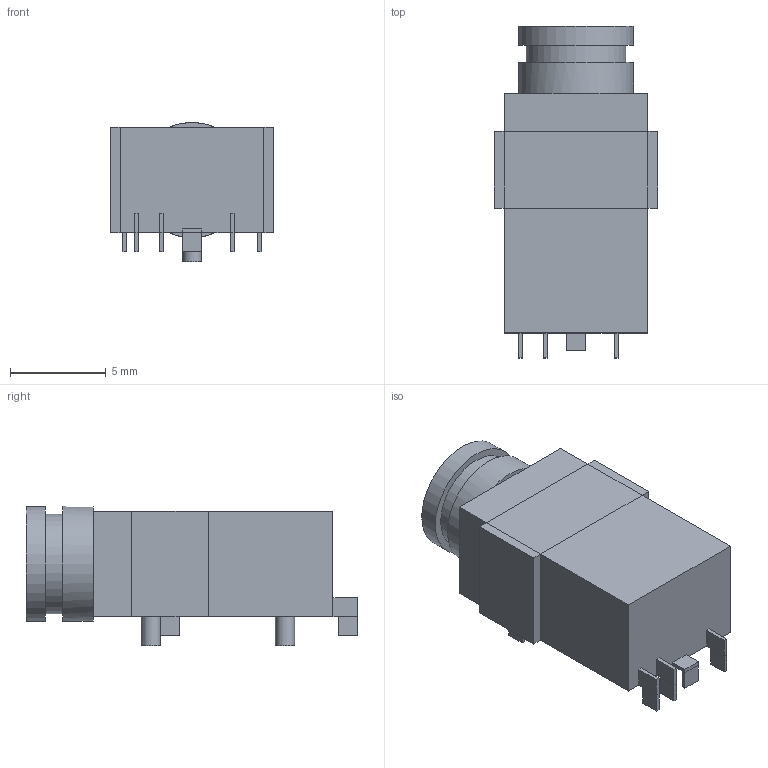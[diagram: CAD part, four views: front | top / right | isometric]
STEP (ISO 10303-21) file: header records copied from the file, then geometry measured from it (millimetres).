
FILE_DESCRIPTION(('FreeCAD Model'),'2;1');
FILE_NAME('PJ-32434_3-5mmAudioJack.step', '2019-01-04T12:30:29',('kicad StepUp'),('ksu MCAD'), 'Open CASCADE STEP processor 6.8','FreeCAD','Unknown');
FILE_SCHEMA(('AUTOMOTIVE_DESIGN_CC2 { 1 2 10303 214 -1 1 5 4 }'));
Length unit declared in the file: millimetre
Products named in the file (1): PJ-32434_3-5mmAudioJack
Bounding box: 8.5 x 17.3 x 7.25 mm (x, y, z)
Volume: 599.1 mm3; surface area: 580.8 mm2
Topology: 1 solids, 1 shells, 91 faces, 202 edges, 120 vertices
Faces by surface type: plane 85, cylinder 6
Full cylindrical faces by diameter (mm): 1 x2, 3.6 x1, 5.2 x1, 6 x2
Entity records: 2441 total; most frequent: CARTESIAN_POINT 414, ORIENTED_EDGE 404, DIRECTION 402, EDGE_CURVE 202, LINE 186, VECTOR 186, VERTEX_POINT 120, AXIS2_PLACEMENT_3D 108
